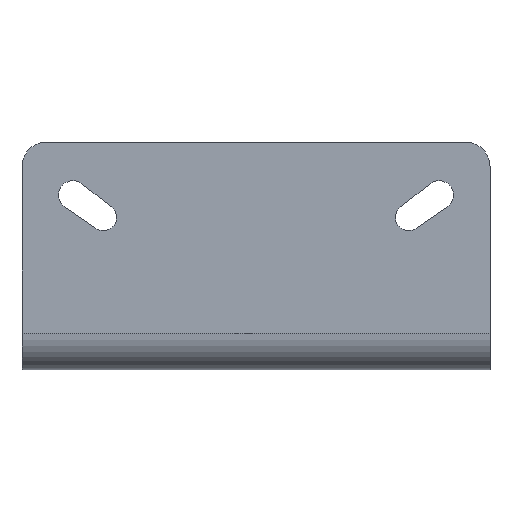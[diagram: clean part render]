
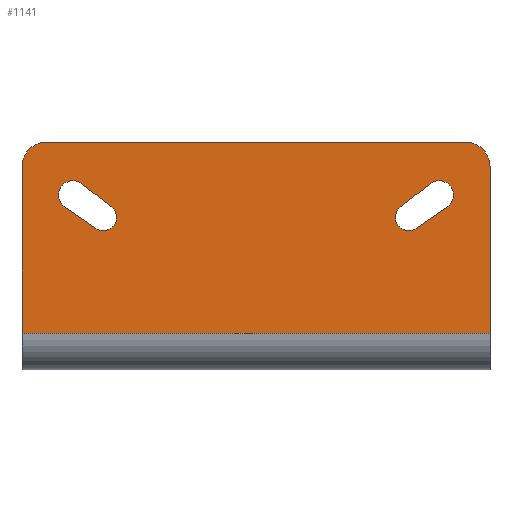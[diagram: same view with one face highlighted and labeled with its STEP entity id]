
A CAD part, front view. The second image highlights one B-rep face of the part: STEP entity #1141.
In plain terms, the highlighted planar face has unit normal (0, -1, 0).
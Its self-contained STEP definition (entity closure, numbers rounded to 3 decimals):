
#2 = EDGE_CURVE ( 'NONE', #946, #985, #310, .T. ) ;
#7 = CARTESIAN_POINT ( 'NONE',  ( 51.5, -6., 44. ) ) ;
#16 = DIRECTION ( 'NONE',  ( 0., 0., -1. ) ) ;
#62 = CIRCLE ( 'NONE', #702, 6. ) ;
#63 = FACE_OUTER_BOUND ( 'NONE', #531, .T. ) ;
#67 = CIRCLE ( 'NONE', #926, 3.25 ) ;
#68 = VECTOR ( 'NONE', #763, 1000. ) ;
#82 = VECTOR ( 'NONE', #156, 1000. ) ;
#93 = LINE ( 'NONE', #1007, #82 ) ;
#95 = CARTESIAN_POINT ( 'NONE',  ( 39.351, -6., 28.828 ) ) ;
#110 = FACE_BOUND ( 'NONE', #350, .T. ) ;
#119 = DIRECTION ( 'NONE',  ( 0., 1., 0. ) ) ;
#125 = CIRCLE ( 'NONE', #864, 3.5 ) ;
#128 = FACE_BOUND ( 'NONE', #439, .T. ) ;
#129 = LINE ( 'NONE', #95, #68 ) ;
#146 = EDGE_CURVE ( 'NONE', #729, #916, #212, .T. ) ;
#153 = VECTOR ( 'NONE', #378, 1000. ) ;
#155 = LINE ( 'NONE', #362, #153 ) ;
#156 = DIRECTION ( 'NONE',  ( 1., 0., 0. ) ) ;
#161 = VECTOR ( 'NONE', #1081, 1000. ) ;
#162 = CIRCLE ( 'NONE', #863, 3.5 ) ;
#166 = LINE ( 'NONE', #460, #161 ) ;
#179 = CIRCLE ( 'NONE', #838, 3.25 ) ;
#184 = VECTOR ( 'NONE', #302, 1000. ) ;
#190 = EDGE_CURVE ( 'NONE', #454, #415, #200, .T. ) ;
#191 = VECTOR ( 'NONE', #1198, 1000. ) ;
#194 = VECTOR ( 'NONE', #888, 1000. ) ;
#197 = LINE ( 'NONE', #1152, #184 ) ;
#200 = LINE ( 'NONE', #596, #194 ) ;
#202 = EDGE_CURVE ( 'NONE', #811, #946, #204, .T. ) ;
#204 = LINE ( 'NONE', #707, #191 ) ;
#206 = EDGE_CURVE ( 'NONE', #679, #675, #197, .T. ) ;
#208 = CARTESIAN_POINT ( 'NONE',  ( 39.351, -6., 28.828 ) ) ;
#211 = VECTOR ( 'NONE', #1284, 1000. ) ;
#212 = LINE ( 'NONE', #1207, #211 ) ;
#230 = EDGE_CURVE ( 'NONE', #397, #811, #179, .T. ) ;
#253 = EDGE_CURVE ( 'NONE', #492, #397, #166, .T. ) ;
#262 = EDGE_CURVE ( 'NONE', #916, #955, #162, .T. ) ;
#263 = EDGE_CURVE ( 'NONE', #546, #749, #155, .T. ) ;
#265 = DIRECTION ( 'NONE',  ( 0., 0., -1. ) ) ;
#268 = CARTESIAN_POINT ( 'NONE',  ( -51.5, -6., 44. ) ) ;
#272 = EDGE_CURVE ( 'NONE', #955, #550, #125, .T. ) ;
#282 = CARTESIAN_POINT ( 'NONE',  ( -46.993, -6., 34.123 ) ) ;
#302 = DIRECTION ( 'NONE',  ( 1., 0., 0. ) ) ;
#310 = CIRCLE ( 'NONE', #1056, 3.5 ) ;
#318 = CARTESIAN_POINT ( 'NONE',  ( -57.5, -6., 44. ) ) ;
#328 = CARTESIAN_POINT ( 'NONE',  ( -45., -6., 40.5 ) ) ;
#333 = EDGE_CURVE ( 'NONE', #415, #749, #93, .T. ) ;
#336 = ORIENTED_EDGE ( 'NONE', *, *, #263, .F. ) ;
#344 = CARTESIAN_POINT ( 'NONE',  ( 51.5, -6., 50. ) ) ;
#346 = EDGE_CURVE ( 'NONE', #550, #947, #129, .T. ) ;
#347 = DIRECTION ( 'NONE',  ( 0., 0., -1. ) ) ;
#350 = EDGE_LOOP ( 'NONE', ( #653, #981, #676, #387, #951 ) ) ;
#362 = CARTESIAN_POINT ( 'NONE',  ( 57.5, -6., -6. ) ) ;
#377 = EDGE_CURVE ( 'NONE', #947, #729, #67, .T. ) ;
#378 = DIRECTION ( 'NONE',  ( 0., 0., -1. ) ) ;
#381 = EDGE_CURVE ( 'NONE', #679, #454, #62, .T. ) ;
#387 = ORIENTED_EDGE ( 'NONE', *, *, #346, .T. ) ;
#397 = VERTEX_POINT ( 'NONE', #903 ) ;
#401 = PLANE ( 'NONE',  #658 ) ;
#415 = VERTEX_POINT ( 'NONE', #843 ) ;
#425 = DIRECTION ( 'NONE',  ( 0., 0., -1. ) ) ;
#436 = CARTESIAN_POINT ( 'NONE',  ( 45., -6., 40.5 ) ) ;
#439 = EDGE_LOOP ( 'NONE', ( #962, #590, #696, #1133, #1139 ) ) ;
#454 = VERTEX_POINT ( 'NONE', #318 ) ;
#457 = CARTESIAN_POINT ( 'NONE',  ( -51.5, -6., 50. ) ) ;
#460 = CARTESIAN_POINT ( 'NONE',  ( -35.508, -6., 34.068 ) ) ;
#492 = VERTEX_POINT ( 'NONE', #614 ) ;
#522 = ORIENTED_EDGE ( 'NONE', *, *, #381, .T. ) ;
#531 = EDGE_LOOP ( 'NONE', ( #522, #1067, #744, #336, #1016, #682 ) ) ;
#546 = VERTEX_POINT ( 'NONE', #833 ) ;
#550 = VERTEX_POINT ( 'NONE', #887 ) ;
#557 = EDGE_CURVE ( 'NONE', #546, #675, #1200, .T. ) ;
#590 = ORIENTED_EDGE ( 'NONE', *, *, #230, .T. ) ;
#596 = CARTESIAN_POINT ( 'NONE',  ( -57.5, -6., -6. ) ) ;
#613 = CARTESIAN_POINT ( 'NONE',  ( 45., -6., 37. ) ) ;
#614 = CARTESIAN_POINT ( 'NONE',  ( -42.855, -6., 39.766 ) ) ;
#641 = DIRECTION ( 'NONE',  ( 0., 1., 0. ) ) ;
#653 = ORIENTED_EDGE ( 'NONE', *, *, #146, .T. ) ;
#655 = DIRECTION ( 'NONE',  ( 0., 0., -1. ) ) ;
#658 = AXIS2_PLACEMENT_3D ( 'NONE', #1268, #1264, #425 ) ;
#662 = DIRECTION ( 'NONE',  ( 0., 0., -1. ) ) ;
#675 = VERTEX_POINT ( 'NONE', #344 ) ;
#676 = ORIENTED_EDGE ( 'NONE', *, *, #272, .T. ) ;
#679 = VERTEX_POINT ( 'NONE', #457 ) ;
#682 = ORIENTED_EDGE ( 'NONE', *, *, #206, .F. ) ;
#685 = CARTESIAN_POINT ( 'NONE',  ( 45., -6., 37. ) ) ;
#696 = ORIENTED_EDGE ( 'NONE', *, *, #202, .T. ) ;
#702 = AXIS2_PLACEMENT_3D ( 'NONE', #268, #1061, #347 ) ;
#707 = CARTESIAN_POINT ( 'NONE',  ( -39.351, -6., 28.828 ) ) ;
#708 = EDGE_CURVE ( 'NONE', #985, #492, #721, .T. ) ;
#721 = CIRCLE ( 'NONE', #1069, 3.5 ) ;
#729 = VERTEX_POINT ( 'NONE', #1003 ) ;
#734 = DIRECTION ( 'NONE',  ( 0., 1., 0. ) ) ;
#744 = ORIENTED_EDGE ( 'NONE', *, *, #333, .T. ) ;
#749 = VERTEX_POINT ( 'NONE', #791 ) ;
#763 = DIRECTION ( 'NONE',  ( -0.822, 0., -0.569 ) ) ;
#791 = CARTESIAN_POINT ( 'NONE',  ( 57.5, -6., 3. ) ) ;
#793 = CARTESIAN_POINT ( 'NONE',  ( 37.5, -6., 31.5 ) ) ;
#807 = DIRECTION ( 'NONE',  ( 0., 1., 0. ) ) ;
#811 = VERTEX_POINT ( 'NONE', #1096 ) ;
#813 = DIRECTION ( 'NONE',  ( 0., 0., -1. ) ) ;
#833 = CARTESIAN_POINT ( 'NONE',  ( 57.5, -6., 44. ) ) ;
#838 = AXIS2_PLACEMENT_3D ( 'NONE', #934, #119, #655 ) ;
#843 = CARTESIAN_POINT ( 'NONE',  ( -57.5, -6., 3. ) ) ;
#851 = DIRECTION ( 'NONE',  ( 0., 0., -1. ) ) ;
#863 = AXIS2_PLACEMENT_3D ( 'NONE', #613, #734, #16 ) ;
#864 = AXIS2_PLACEMENT_3D ( 'NONE', #685, #1111, #851 ) ;
#887 = CARTESIAN_POINT ( 'NONE',  ( 46.993, -6., 34.123 ) ) ;
#888 = DIRECTION ( 'NONE',  ( 0., 0., -1. ) ) ;
#903 = CARTESIAN_POINT ( 'NONE',  ( -35.508, -6., 34.068 ) ) ;
#916 = VERTEX_POINT ( 'NONE', #1167 ) ;
#926 = AXIS2_PLACEMENT_3D ( 'NONE', #793, #807, #662 ) ;
#934 = CARTESIAN_POINT ( 'NONE',  ( -37.5, -6., 31.5 ) ) ;
#946 = VERTEX_POINT ( 'NONE', #282 ) ;
#945 = CARTESIAN_POINT ( 'NONE',  ( -45., -6., 37. ) ) ;
#947 = VERTEX_POINT ( 'NONE', #208 ) ;
#951 = ORIENTED_EDGE ( 'NONE', *, *, #377, .T. ) ;
#955 = VERTEX_POINT ( 'NONE', #436 ) ;
#962 = ORIENTED_EDGE ( 'NONE', *, *, #253, .T. ) ;
#981 = ORIENTED_EDGE ( 'NONE', *, *, #262, .T. ) ;
#985 = VERTEX_POINT ( 'NONE', #328 ) ;
#1003 = CARTESIAN_POINT ( 'NONE',  ( 35.508, -6., 34.068 ) ) ;
#1007 = CARTESIAN_POINT ( 'NONE',  ( -57.5, -6., 3. ) ) ;
#1016 = ORIENTED_EDGE ( 'NONE', *, *, #557, .T. ) ;
#1056 = AXIS2_PLACEMENT_3D ( 'NONE', #945, #641, #1059 ) ;
#1059 = DIRECTION ( 'NONE',  ( 0., 0., -1. ) ) ;
#1061 = DIRECTION ( 'NONE',  ( 0., -1., 0. ) ) ;
#1067 = ORIENTED_EDGE ( 'NONE', *, *, #190, .T. ) ;
#1069 = AXIS2_PLACEMENT_3D ( 'NONE', #1158, #1156, #265 ) ;
#1081 = DIRECTION ( 'NONE',  ( 0.79, 0., -0.613 ) ) ;
#1091 = AXIS2_PLACEMENT_3D ( 'NONE', #7, #1195, #813 ) ;
#1096 = CARTESIAN_POINT ( 'NONE',  ( -39.351, -6., 28.828 ) ) ;
#1111 = DIRECTION ( 'NONE',  ( 0., 1., 0. ) ) ;
#1133 = ORIENTED_EDGE ( 'NONE', *, *, #2, .T. ) ;
#1139 = ORIENTED_EDGE ( 'NONE', *, *, #708, .T. ) ;
#1141 = ADVANCED_FACE ( 'NONE', ( #63, #110, #128 ), #401, .T. ) ;
#1152 = CARTESIAN_POINT ( 'NONE',  ( -57.5, -6., 50. ) ) ;
#1156 = DIRECTION ( 'NONE',  ( 0., 1., 0. ) ) ;
#1158 = CARTESIAN_POINT ( 'NONE',  ( -45., -6., 37. ) ) ;
#1167 = CARTESIAN_POINT ( 'NONE',  ( 42.855, -6., 39.766 ) ) ;
#1195 = DIRECTION ( 'NONE',  ( 0., -1., 0. ) ) ;
#1198 = DIRECTION ( 'NONE',  ( -0.822, 0., 0.569 ) ) ;
#1200 = CIRCLE ( 'NONE', #1091, 6. ) ;
#1207 = CARTESIAN_POINT ( 'NONE',  ( 35.508, -6., 34.068 ) ) ;
#1264 = DIRECTION ( 'NONE',  ( 0., -1., 0. ) ) ;
#1268 = CARTESIAN_POINT ( 'NONE',  ( -57.5, -6., -6. ) ) ;
#1284 = DIRECTION ( 'NONE',  ( 0.79, 0., 0.613 ) ) ;
